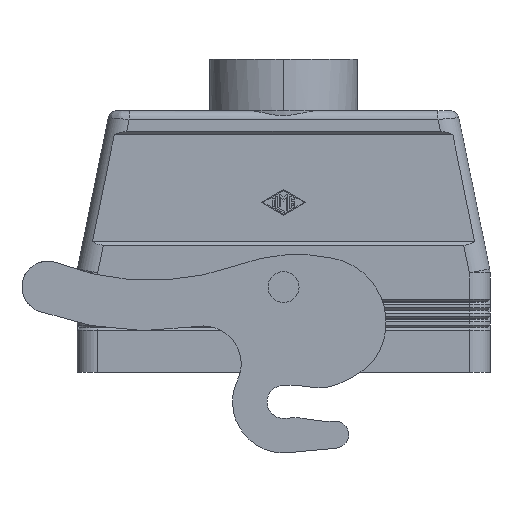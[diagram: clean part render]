
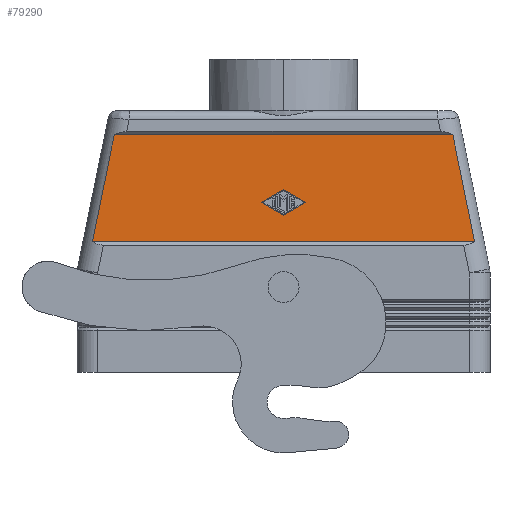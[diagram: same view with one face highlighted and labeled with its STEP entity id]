
A CAD part, front view. The second image highlights one B-rep face of the part: STEP entity #79290.
In plain terms, the highlighted planar face has unit normal (0, -1, 0).
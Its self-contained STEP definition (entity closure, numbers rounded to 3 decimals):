
#2310=CARTESIAN_POINT('',(-55.525,-20.5,38.));
#2320=VERTEX_POINT('',#2310);
#2350=CARTESIAN_POINT('',(-55.525,-20.5,38.));
#2360=DIRECTION('',(1.,0.,0.));
#2370=VECTOR('',#2360,111.049);
#2380=LINE('',#2350,#2370);
#2390=CARTESIAN_POINT('',(55.525,-20.5,38.));
#2400=VERTEX_POINT('',#2390);
#2410=EDGE_CURVE('',#2320,#2400,#2380,.T.);
#4400=CARTESIAN_POINT('',(49.191,-20.5,69.));
#4410=DIRECTION('',(0.2,0.,-0.98));
#4420=VECTOR('',#4410,31.64);
#4430=LINE('',#4400,#4420);
#4440=CARTESIAN_POINT('',(49.191,-20.5,69.));
#4450=VERTEX_POINT('',#4440);
#4460=EDGE_CURVE('',#4450,#2400,#4430,.T.);
#6560=CARTESIAN_POINT('',(-49.191,-20.5,69.));
#6570=VERTEX_POINT('',#6560);
#6600=CARTESIAN_POINT('',(-55.525,-20.5,38.));
#6610=DIRECTION('',(0.2,0.,0.98));
#6620=VECTOR('',#6610,31.64);
#6630=LINE('',#6600,#6620);
#6640=EDGE_CURVE('',#2320,#6570,#6630,.T.);
#47620=CARTESIAN_POINT('',(6.5,-20.5,49.4));
#47630=VERTEX_POINT('',#47620);
#47710=CARTESIAN_POINT('',(0.,-20.5,53.149));
#47720=VERTEX_POINT('',#47710);
#47750=CARTESIAN_POINT('',(0.,-20.5,53.149));
#47760=DIRECTION('',(0.866,0.,-0.5));
#47770=VECTOR('',#47760,7.504);
#47780=LINE('',#47750,#47770);
#47790=EDGE_CURVE('',#47720,#47630,#47780,.T.);
#66930=CARTESIAN_POINT('',(-49.191,-20.5,69.));
#66940=DIRECTION('',(1.,0.,0.));
#66950=VECTOR('',#66940,98.383);
#66960=LINE('',#66930,#66950);
#66970=EDGE_CURVE('',#6570,#4450,#66960,.T.);
#72820=CARTESIAN_POINT('',(0.,-20.5,45.651));
#72830=VERTEX_POINT('',#72820);
#72880=CARTESIAN_POINT('',(6.5,-20.5,49.4));
#72890=DIRECTION('',(-0.866,0.,-0.5));
#72900=VECTOR('',#72890,7.504);
#72910=LINE('',#72880,#72900);
#72920=EDGE_CURVE('',#47630,#72830,#72910,.T.);
#78940=CARTESIAN_POINT('',(-6.5,-20.5,49.4));
#78950=VERTEX_POINT('',#78940);
#78980=CARTESIAN_POINT('',(-6.5,-20.5,49.4));
#78990=DIRECTION('',(0.866,0.,0.5));
#79000=VECTOR('',#78990,7.504);
#79010=LINE('',#78980,#79000);
#79020=EDGE_CURVE('',#78950,#47720,#79010,.T.);
#79070=CARTESIAN_POINT('',(0.,-20.5,69.));
#79080=DIRECTION('',(0.,1.,0.));
#79090=DIRECTION('',(0.,0.,1.));
#79100=AXIS2_PLACEMENT_3D('',#79070,#79080,#79090);
#79110=PLANE('',#79100);
#79120=ORIENTED_EDGE('',*,*,#2410,.T.);
#79130=ORIENTED_EDGE('',*,*,#6640,.F.);
#79140=ORIENTED_EDGE('',*,*,#66970,.F.);
#79150=ORIENTED_EDGE('',*,*,#4460,.F.);
#79160=EDGE_LOOP('',(#79150,#79140,#79130,#79120));
#79170=FACE_OUTER_BOUND('',#79160,.T.);
#79180=ORIENTED_EDGE('',*,*,#72920,.T.);
#79190=ORIENTED_EDGE('',*,*,#47790,.T.);
#79200=ORIENTED_EDGE('',*,*,#79020,.T.);
#79210=CARTESIAN_POINT('',(0.,-20.5,45.651));
#79220=DIRECTION('',(-0.866,0.,0.5));
#79230=VECTOR('',#79220,7.504);
#79240=LINE('',#79210,#79230);
#79250=EDGE_CURVE('',#72830,#78950,#79240,.T.);
#79260=ORIENTED_EDGE('',*,*,#79250,.T.);
#79270=EDGE_LOOP('',(#79260,#79200,#79190,#79180));
#79280=FACE_BOUND('',#79270,.T.);
#79290=ADVANCED_FACE('',(#79170,#79280),#79110,.F.);
